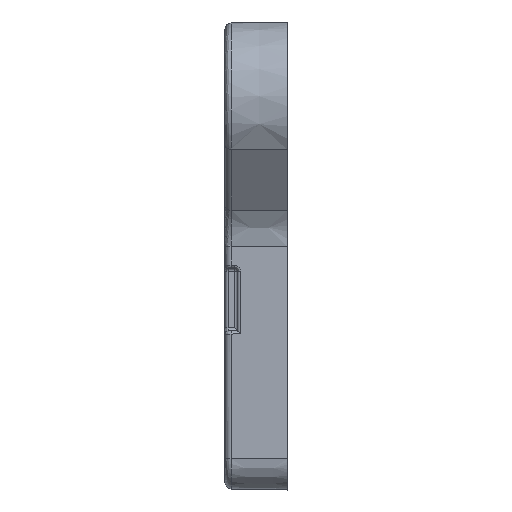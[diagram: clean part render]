
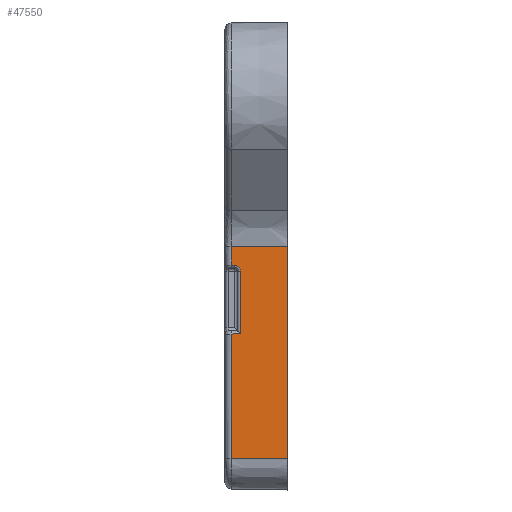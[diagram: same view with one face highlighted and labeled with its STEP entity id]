
A CAD part, left-side view. The second image highlights one B-rep face of the part: STEP entity #47550.
In plain terms, the highlighted planar face has unit normal (-1, 0.018, 0).
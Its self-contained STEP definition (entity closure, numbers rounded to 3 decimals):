
#275 = CARTESIAN_POINT ( 'NONE',  ( -267.535, -10., -7.962 ) ) ;
#299 = CARTESIAN_POINT ( 'NONE',  ( -267.535, -10., -7.962 ) ) ;
#300 = CARTESIAN_POINT ( 'NONE',  ( -267.535, -10., -19.308 ) ) ;
#301 = CARTESIAN_POINT ( 'NONE',  ( -267.535, -10., -30.654 ) ) ;
#302 = CARTESIAN_POINT ( 'NONE',  ( -267.535, -10., -42. ) ) ;
#303 = CARTESIAN_POINT ( 'NONE',  ( -267.535, -10., -42. ) ) ;
#304 = B_SPLINE_CURVE_WITH_KNOTS ( 'NONE', 3,
 ( #302, #301, #300, #299 ),
 .UNSPECIFIED., .F., .F.,
 ( 4, 4 ),
 ( 0., 1. ),
 .UNSPECIFIED. ) ;
#2682 = CARTESIAN_POINT ( 'NONE',  ( -267.378, -0.983, -7.962 ) ) ;
#2769 = DIRECTION ( 'NONE',  ( 0.017, 1., 0. ) ) ;
#2770 = VECTOR ( 'NONE', #2769, 1000. ) ;
#2771 = CARTESIAN_POINT ( 'NONE',  ( -267.5, -8., -7.962 ) ) ;
#2772 = LINE ( 'NONE', #2771, #2770 ) ;
#2870 = DIRECTION ( 'NONE',  ( 0., 0., 1. ) ) ;
#2871 = VECTOR ( 'NONE', #2870, 1000. ) ;
#2872 = CARTESIAN_POINT ( 'NONE',  ( -267.378, -0.983, -7.542 ) ) ;
#2873 = LINE ( 'NONE', #2872, #2871 ) ;
#2874 = DIRECTION ( 'NONE',  ( 0.017, 1., 0. ) ) ;
#2875 = VECTOR ( 'NONE', #2874, 1000. ) ;
#2876 = CARTESIAN_POINT ( 'NONE',  ( -8977.438, -499000., -42. ) ) ;
#2877 = LINE ( 'NONE', #2876, #2875 ) ;
#2880 = FACE_OUTER_BOUND ( 'NONE', #47551, .T. ) ;
#2881 = PLANE ( 'NONE',  #2938 ) ;
#2920 = CARTESIAN_POINT ( 'NONE',  ( -267.378, -0.983, -42. ) ) ;
#2921 = DIRECTION ( 'NONE',  ( 0., 0., 1. ) ) ;
#2922 = VECTOR ( 'NONE', #2921, 1000. ) ;
#2923 = CARTESIAN_POINT ( 'NONE',  ( -267.378, -0.983, -7.542 ) ) ;
#2924 = LINE ( 'NONE', #2923, #2922 ) ;
#2925 = DIRECTION ( 'NONE',  ( -0.017, -1., 0. ) ) ;
#2926 = DIRECTION ( 'NONE',  ( -1., 0.017, 0. ) ) ;
#2927 = CARTESIAN_POINT ( 'NONE',  ( -267.5, -8., -45.122 ) ) ;
#2938 = AXIS2_PLACEMENT_3D ( 'NONE', #2927, #2926, #2925 ) ;
#16314 = CARTESIAN_POINT ( 'NONE',  ( -267.404, -2.491, -11.991 ) ) ;
#16315 = CARTESIAN_POINT ( 'NONE',  ( -267.404, -2.491, -11.858 ) ) ;
#16316 = CARTESIAN_POINT ( 'NONE',  ( -267.403, -2.466, -11.732 ) ) ;
#16317 = CARTESIAN_POINT ( 'NONE',  ( -267.402, -2.392, -11.553 ) ) ;
#16318 = CARTESIAN_POINT ( 'NONE',  ( -267.402, -2.361, -11.494 ) ) ;
#16319 = CARTESIAN_POINT ( 'NONE',  ( -267.4, -2.29, -11.386 ) ) ;
#16320 = CARTESIAN_POINT ( 'NONE',  ( -267.4, -2.25, -11.336 ) ) ;
#16321 = CARTESIAN_POINT ( 'NONE',  ( -267.397, -2.114, -11.198 ) ) ;
#16322 = CARTESIAN_POINT ( 'NONE',  ( -267.395, -2.007, -11.125 ) ) ;
#16323 = CARTESIAN_POINT ( 'NONE',  ( -267.392, -1.825, -11.046 ) ) ;
#16324 = CARTESIAN_POINT ( 'NONE',  ( -267.391, -1.765, -11.027 ) ) ;
#16325 = CARTESIAN_POINT ( 'NONE',  ( -267.389, -1.64, -11. ) ) ;
#16326 = CARTESIAN_POINT ( 'NONE',  ( -267.388, -1.575, -10.993 ) ) ;
#16327 = CARTESIAN_POINT ( 'NONE',  ( -267.387, -1.509, -10.991 ) ) ;
#16331 = B_SPLINE_CURVE_WITH_KNOTS ( 'NONE', 3,
 ( #16327, #16326, #16325, #16324, #16323, #16322, #16321, #16320, #16319, #16318, #16317, #16316, #16315, #16314 ),
 .UNSPECIFIED., .F., .F.,
 ( 4, 2, 2, 2, 2, 2, 4 ),
 ( 0., 0.125, 0.25, 0.5, 0.625, 0.75, 1. ),
 .UNSPECIFIED. ) ;
#16334 = CARTESIAN_POINT ( 'NONE',  ( -267.404, -2.491, -11.991 ) ) ;
#16474 = CARTESIAN_POINT ( 'NONE',  ( -267.378, -0.983, -22.018 ) ) ;
#16475 = DIRECTION ( 'NONE',  ( 0.017, 1., -0.017 ) ) ;
#16476 = VECTOR ( 'NONE', #16475, 1000. ) ;
#16477 = CARTESIAN_POINT ( 'NONE',  ( -267.404, -2.491, -21.991 ) ) ;
#16478 = LINE ( 'NONE', #16477, #16476 ) ;
#16487 = CARTESIAN_POINT ( 'NONE',  ( -267.404, -2.491, -21.991 ) ) ;
#16488 = DIRECTION ( 'NONE',  ( 0., 0., -1. ) ) ;
#16489 = VECTOR ( 'NONE', #16488, 1000. ) ;
#16490 = CARTESIAN_POINT ( 'NONE',  ( -267.404, -2.491, -11.991 ) ) ;
#16491 = LINE ( 'NONE', #16490, #16489 ) ;
#16522 = CARTESIAN_POINT ( 'NONE',  ( -267.378, -0.983, -10.982 ) ) ;
#16523 = LINE ( 'NONE', #16522, #16571 ) ;
#16543 = CARTESIAN_POINT ( 'NONE',  ( -267.387, -1.509, -10.991 ) ) ;
#16569 = CARTESIAN_POINT ( 'NONE',  ( -267.378, -0.983, -10.982 ) ) ;
#16570 = DIRECTION ( 'NONE',  ( -0.017, -1., -0.017 ) ) ;
#16571 = VECTOR ( 'NONE', #16570, 1000. ) ;
#43139 = EDGE_CURVE ( 'NONE', #43210, #43140, #16331, .T. ) ;
#43140 = VERTEX_POINT ( 'NONE', #16334 ) ;
#43183 = EDGE_CURVE ( 'NONE', #43203, #43184, #16478, .T. ) ;
#43184 = VERTEX_POINT ( 'NONE', #16474 ) ;
#43202 = EDGE_CURVE ( 'NONE', #43140, #43203, #16491, .T. ) ;
#43203 = VERTEX_POINT ( 'NONE', #16487 ) ;
#43210 = VERTEX_POINT ( 'NONE', #16543 ) ;
#43212 = EDGE_CURVE ( 'NONE', #43213, #43210, #16523, .T. ) ;
#43213 = VERTEX_POINT ( 'NONE', #16569 ) ;
#46607 = VERTEX_POINT ( 'NONE', #275 ) ;
#46609 = EDGE_CURVE ( 'NONE', #46610, #46607, #304, .T. ) ;
#46610 = VERTEX_POINT ( 'NONE', #303 ) ;
#47459 = VERTEX_POINT ( 'NONE', #2682 ) ;
#47517 = EDGE_CURVE ( 'NONE', #46607, #47459, #2772, .T. ) ;
#47529 = ORIENTED_EDGE ( 'NONE', *, *, #47530, .F. ) ;
#47530 = EDGE_CURVE ( 'NONE', #46610, #47554, #2877, .T. ) ;
#47531 = ORIENTED_EDGE ( 'NONE', *, *, #46609, .T. ) ;
#47532 = ORIENTED_EDGE ( 'NONE', *, *, #47517, .T. ) ;
#47533 = ORIENTED_EDGE ( 'NONE', *, *, #47534, .F. ) ;
#47534 = EDGE_CURVE ( 'NONE', #43213, #47459, #2873, .T. ) ;
#47535 = ORIENTED_EDGE ( 'NONE', *, *, #43212, .T. ) ;
#47536 = ORIENTED_EDGE ( 'NONE', *, *, #43139, .T. ) ;
#47537 = ORIENTED_EDGE ( 'NONE', *, *, #43202, .T. ) ;
#47538 = ORIENTED_EDGE ( 'NONE', *, *, #43183, .T. ) ;
#47550 = ADVANCED_FACE ( 'NONE', ( #2880 ), #2881, .T. ) ;
#47551 = EDGE_LOOP ( 'NONE', ( #47552, #47529, #47531, #47532, #47533, #47535, #47536, #47537, #47538 ) ) ;
#47552 = ORIENTED_EDGE ( 'NONE', *, *, #47553, .F. ) ;
#47553 = EDGE_CURVE ( 'NONE', #47554, #43184, #2924, .T. ) ;
#47554 = VERTEX_POINT ( 'NONE', #2920 ) ;
